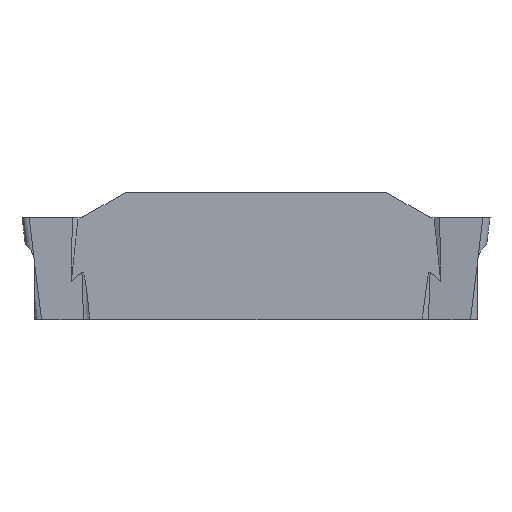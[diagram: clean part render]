
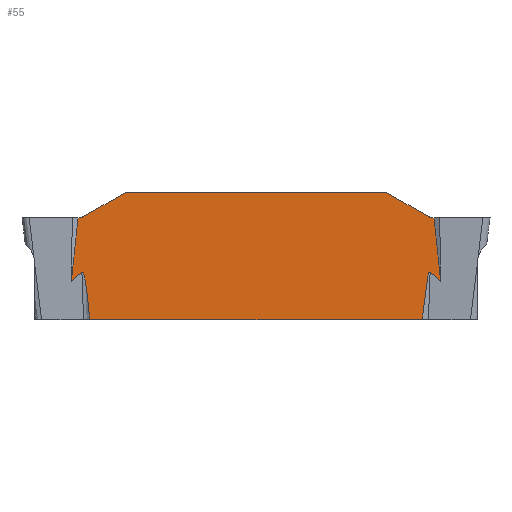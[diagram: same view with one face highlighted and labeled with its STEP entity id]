
A CAD part, left-side view. The second image highlights one B-rep face of the part: STEP entity #55.
In plain terms, the highlighted planar face has unit normal (-1, 0, 0).
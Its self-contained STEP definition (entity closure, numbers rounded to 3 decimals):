
#55=ADVANCED_FACE('SIDE_IB_1_SU5',(#123),#97,.F.);
#97=PLANE('',#856);
#123=FACE_OUTER_BOUND('',#165,.T.);
#165=EDGE_LOOP('',(#251,#252,#253,#254,#255,#256,#257,#258,#259,#260,#261,
#262,#263,#264,#265,#266));
#207=CIRCLE('',#854,0.25);
#208=CIRCLE('',#855,0.25);
#211=B_SPLINE_CURVE_WITH_KNOTS('',3,(#1063,#1064,#1065,#1066,#1067,#1068,
#1069,#1070,#1071,#1072,#1073,#1074,#1075,#1076,#1077,#1078,#1079,#1080,
#1081,#1082,#1083,#1084,#1085,#1086,#1087,#1088,#1089,#1090),
 .UNSPECIFIED.,.F.,.F.,(4,3,3,3,3,3,3,3,3,4),(0.,0.004,0.008,
0.011,0.016,0.024,0.052,
0.187,0.723,1.),.UNSPECIFIED.);
#212=B_SPLINE_CURVE_WITH_KNOTS('',3,(#1098,#1099,#1100,#1101,#1102,#1103,
#1104,#1105,#1106,#1107,#1108,#1109,#1110,#1111,#1112,#1113,#1114,#1115,
#1116,#1117,#1118,#1119,#1120,#1121,#1122,#1123,#1124,#1125,#1126,#1127,
#1128,#1129,#1130,#1131,#1132,#1133,#1134,#1135,#1136,#1137,#1138,#1139,
#1140),.UNSPECIFIED.,.F.,.F.,(4,3,3,3,3,3,3,3,3,3,3,3,3,3,4),(0.,0.314,
0.647,0.814,0.881,0.921,
0.945,0.961,0.975,0.982,
0.987,0.991,0.994,0.998,
1.),.UNSPECIFIED.);
#251=ORIENTED_EDGE('',*,*,#571,.T.);
#252=ORIENTED_EDGE('',*,*,#572,.T.);
#253=ORIENTED_EDGE('',*,*,#573,.T.);
#254=ORIENTED_EDGE('',*,*,#574,.T.);
#255=ORIENTED_EDGE('',*,*,#575,.F.);
#256=ORIENTED_EDGE('',*,*,#576,.T.);
#257=ORIENTED_EDGE('',*,*,#577,.T.);
#258=ORIENTED_EDGE('',*,*,#578,.T.);
#259=ORIENTED_EDGE('',*,*,#579,.T.);
#260=ORIENTED_EDGE('',*,*,#580,.F.);
#261=ORIENTED_EDGE('',*,*,#581,.F.);
#262=ORIENTED_EDGE('',*,*,#582,.F.);
#263=ORIENTED_EDGE('',*,*,#583,.F.);
#264=ORIENTED_EDGE('',*,*,#584,.F.);
#265=ORIENTED_EDGE('',*,*,#585,.F.);
#266=ORIENTED_EDGE('',*,*,#586,.F.);
#491=VERTEX_POINT('',#1059);
#492=VERTEX_POINT('',#1060);
#493=VERTEX_POINT('',#1062);
#494=VERTEX_POINT('',#1091);
#495=VERTEX_POINT('',#1093);
#496=VERTEX_POINT('',#1095);
#497=VERTEX_POINT('',#1097);
#498=VERTEX_POINT('',#1141);
#499=VERTEX_POINT('',#1143);
#500=VERTEX_POINT('',#1145);
#501=VERTEX_POINT('',#1147);
#502=VERTEX_POINT('',#1149);
#503=VERTEX_POINT('',#1151);
#504=VERTEX_POINT('',#1153);
#505=VERTEX_POINT('',#1155);
#506=VERTEX_POINT('',#1157);
#571=EDGE_CURVE('',#491,#492,#691,.T.);
#572=EDGE_CURVE('',#492,#493,#692,.T.);
#573=EDGE_CURVE('',#493,#494,#211,.T.);
#574=EDGE_CURVE('',#494,#495,#693,.T.);
#575=EDGE_CURVE('',#496,#495,#694,.T.);
#576=EDGE_CURVE('',#496,#497,#695,.T.);
#577=EDGE_CURVE('',#497,#498,#212,.T.);
#578=EDGE_CURVE('',#498,#499,#696,.T.);
#579=EDGE_CURVE('',#499,#500,#697,.T.);
#580=EDGE_CURVE('',#501,#500,#698,.T.);
#581=EDGE_CURVE('',#502,#501,#207,.T.);
#582=EDGE_CURVE('',#503,#502,#699,.T.);
#583=EDGE_CURVE('',#504,#503,#700,.T.);
#584=EDGE_CURVE('',#505,#504,#701,.T.);
#585=EDGE_CURVE('',#506,#505,#208,.T.);
#586=EDGE_CURVE('',#491,#506,#702,.T.);
#691=LINE('',#1058,#751);
#692=LINE('',#1061,#752);
#693=LINE('',#1092,#753);
#694=LINE('',#1094,#754);
#695=LINE('',#1096,#755);
#696=LINE('',#1142,#756);
#697=LINE('',#1144,#757);
#698=LINE('',#1146,#758);
#699=LINE('',#1150,#759);
#700=LINE('',#1152,#760);
#701=LINE('',#1154,#761);
#702=LINE('',#1158,#762);
#751=VECTOR('',#898,1.);
#752=VECTOR('',#899,1.);
#753=VECTOR('',#900,1.);
#754=VECTOR('',#901,1.);
#755=VECTOR('',#902,1.);
#756=VECTOR('',#903,1.);
#757=VECTOR('',#904,1.);
#758=VECTOR('',#905,1.);
#759=VECTOR('',#908,1.);
#760=VECTOR('',#909,1.);
#761=VECTOR('',#910,1.);
#762=VECTOR('',#913,1.);
#854=AXIS2_PLACEMENT_3D('',#1148,#906,#907);
#855=AXIS2_PLACEMENT_3D('',#1156,#911,#912);
#856=AXIS2_PLACEMENT_3D('',#1159,#914,#915);
#898=DIRECTION('',(0.,0.104,-0.995));
#899=DIRECTION('',(0.,-0.769,0.64));
#900=DIRECTION('',(0.,-0.087,-0.996));
#901=DIRECTION('',(0.,1.,0.));
#902=DIRECTION('',(0.,-0.087,0.996));
#903=DIRECTION('',(0.,-0.769,-0.64));
#904=DIRECTION('',(0.,0.104,0.995));
#905=DIRECTION('',(0.,-1.,0.));
#906=DIRECTION('',(-1.,0.,0.));
#907=DIRECTION('',(0.,0.,-1.));
#908=DIRECTION('',(0.,-0.866,-0.5));
#909=DIRECTION('',(0.,-1.,0.));
#910=DIRECTION('',(0.,-0.866,0.5));
#911=DIRECTION('',(-1.,0.,0.));
#912=DIRECTION('',(0.,0.,-1.));
#913=DIRECTION('',(0.,-1.,0.));
#914=DIRECTION('',(1.,0.,0.));
#915=DIRECTION('',(0.,0.,-1.));
#1058=CARTESIAN_POINT('',(-1.,7.825,0.82));
#1059=CARTESIAN_POINT('',(-1.,7.911,0.));
#1060=CARTESIAN_POINT('',(-1.,8.206,-2.815));
#1061=CARTESIAN_POINT('',(-1.,1.974,2.372));
#1062=CARTESIAN_POINT('',(-1.,7.736,-2.424));
#1063=CARTESIAN_POINT('',(-1.,7.736,-2.424));
#1064=CARTESIAN_POINT('',(-1.,7.734,-2.422));
#1065=CARTESIAN_POINT('',(-1.,7.732,-2.42));
#1066=CARTESIAN_POINT('',(-1.,7.73,-2.419));
#1067=CARTESIAN_POINT('',(-1.,7.728,-2.418));
#1068=CARTESIAN_POINT('',(-1.,7.725,-2.418));
#1069=CARTESIAN_POINT('',(-1.,7.722,-2.417));
#1070=CARTESIAN_POINT('',(-1.,7.72,-2.417));
#1071=CARTESIAN_POINT('',(-1.,7.718,-2.418));
#1072=CARTESIAN_POINT('',(-1.,7.715,-2.418));
#1073=CARTESIAN_POINT('',(-1.,7.713,-2.419));
#1074=CARTESIAN_POINT('',(-1.,7.71,-2.421));
#1075=CARTESIAN_POINT('',(-1.,7.708,-2.422));
#1076=CARTESIAN_POINT('',(-1.,7.703,-2.425));
#1077=CARTESIAN_POINT('',(-1.,7.699,-2.43));
#1078=CARTESIAN_POINT('',(-1.,7.696,-2.434));
#1079=CARTESIAN_POINT('',(-1.,7.685,-2.448));
#1080=CARTESIAN_POINT('',(-1.,7.677,-2.465));
#1081=CARTESIAN_POINT('',(-1.,7.67,-2.483));
#1082=CARTESIAN_POINT('',(-1.,7.636,-2.564));
#1083=CARTESIAN_POINT('',(-1.,7.619,-2.652));
#1084=CARTESIAN_POINT('',(-1.,7.602,-2.738));
#1085=CARTESIAN_POINT('',(-1.,7.534,-3.081));
#1086=CARTESIAN_POINT('',(-1.,7.497,-3.431));
#1087=CARTESIAN_POINT('',(-1.,7.461,-3.779));
#1088=CARTESIAN_POINT('',(-1.,7.443,-3.959));
#1089=CARTESIAN_POINT('',(-1.,7.426,-4.139));
#1090=CARTESIAN_POINT('',(-1.,7.41,-4.318));
#1091=CARTESIAN_POINT('',(-1.,7.41,-4.318));
#1092=CARTESIAN_POINT('',(-1.,7.729,-0.676));
#1093=CARTESIAN_POINT('',(-1.,7.391,-4.54));
#1094=CARTESIAN_POINT('',(-1.,0.,-4.54));
#1095=CARTESIAN_POINT('',(-1.,-7.391,-4.54));
#1096=CARTESIAN_POINT('',(-1.,-7.729,-0.676));
#1097=CARTESIAN_POINT('',(-1.,-7.41,-4.318));
#1098=CARTESIAN_POINT('',(-1.,-7.41,-4.318));
#1099=CARTESIAN_POINT('',(-1.,-7.428,-4.114));
#1100=CARTESIAN_POINT('',(-1.,-7.447,-3.909));
#1101=CARTESIAN_POINT('',(-1.,-7.469,-3.705));
#1102=CARTESIAN_POINT('',(-1.,-7.492,-3.489));
#1103=CARTESIAN_POINT('',(-1.,-7.517,-3.274));
#1104=CARTESIAN_POINT('',(-1.,-7.548,-3.059));
#1105=CARTESIAN_POINT('',(-1.,-7.564,-2.95));
#1106=CARTESIAN_POINT('',(-1.,-7.581,-2.842));
#1107=CARTESIAN_POINT('',(-1.,-7.603,-2.735));
#1108=CARTESIAN_POINT('',(-1.,-7.611,-2.692));
#1109=CARTESIAN_POINT('',(-1.,-7.62,-2.649));
#1110=CARTESIAN_POINT('',(-1.,-7.631,-2.607));
#1111=CARTESIAN_POINT('',(-1.,-7.638,-2.581));
#1112=CARTESIAN_POINT('',(-1.,-7.644,-2.556));
#1113=CARTESIAN_POINT('',(-1.,-7.652,-2.531));
#1114=CARTESIAN_POINT('',(-1.,-7.657,-2.516));
#1115=CARTESIAN_POINT('',(-1.,-7.662,-2.501));
#1116=CARTESIAN_POINT('',(-1.,-7.668,-2.486));
#1117=CARTESIAN_POINT('',(-1.,-7.672,-2.477));
#1118=CARTESIAN_POINT('',(-1.,-7.676,-2.467));
#1119=CARTESIAN_POINT('',(-1.,-7.681,-2.459));
#1120=CARTESIAN_POINT('',(-1.,-7.685,-2.45));
#1121=CARTESIAN_POINT('',(-1.,-7.689,-2.442));
#1122=CARTESIAN_POINT('',(-1.,-7.695,-2.435));
#1123=CARTESIAN_POINT('',(-1.,-7.698,-2.431));
#1124=CARTESIAN_POINT('',(-1.,-7.701,-2.428));
#1125=CARTESIAN_POINT('',(-1.,-7.704,-2.425));
#1126=CARTESIAN_POINT('',(-1.,-7.707,-2.423));
#1127=CARTESIAN_POINT('',(-1.,-7.71,-2.421));
#1128=CARTESIAN_POINT('',(-1.,-7.713,-2.419));
#1129=CARTESIAN_POINT('',(-1.,-7.715,-2.418));
#1130=CARTESIAN_POINT('',(-1.,-7.717,-2.418));
#1131=CARTESIAN_POINT('',(-1.,-7.72,-2.417));
#1132=CARTESIAN_POINT('',(-1.,-7.722,-2.417));
#1133=CARTESIAN_POINT('',(-1.,-7.724,-2.417));
#1134=CARTESIAN_POINT('',(-1.,-7.727,-2.418));
#1135=CARTESIAN_POINT('',(-1.,-7.729,-2.419));
#1136=CARTESIAN_POINT('',(-1.,-7.732,-2.42));
#1137=CARTESIAN_POINT('',(-1.,-7.734,-2.422));
#1138=CARTESIAN_POINT('',(-1.,-7.735,-2.422));
#1139=CARTESIAN_POINT('',(-1.,-7.736,-2.423));
#1140=CARTESIAN_POINT('',(-1.,-7.736,-2.424));
#1141=CARTESIAN_POINT('',(-1.,-7.736,-2.424));
#1142=CARTESIAN_POINT('',(-1.,-1.974,2.372));
#1143=CARTESIAN_POINT('',(-1.,-8.206,-2.815));
#1144=CARTESIAN_POINT('',(-1.,-7.825,0.82));
#1145=CARTESIAN_POINT('',(-1.,-7.911,0.));
#1146=CARTESIAN_POINT('',(-1.,0.,0.));
#1147=CARTESIAN_POINT('',(-1.,-7.816,0.));
#1148=CARTESIAN_POINT('',(-1.,-7.816,0.25));
#1149=CARTESIAN_POINT('',(-1.,-7.691,0.033));
#1150=CARTESIAN_POINT('',(-1.,-1.937,3.355));
#1151=CARTESIAN_POINT('',(-1.,-5.774,1.14));
#1152=CARTESIAN_POINT('',(-1.,0.,1.14));
#1153=CARTESIAN_POINT('',(-1.,5.774,1.14));
#1154=CARTESIAN_POINT('',(-1.,1.937,3.355));
#1155=CARTESIAN_POINT('',(-1.,7.691,0.033));
#1156=CARTESIAN_POINT('',(-1.,7.816,0.25));
#1157=CARTESIAN_POINT('',(-1.,7.816,0.));
#1158=CARTESIAN_POINT('',(-1.,0.,0.));
#1159=CARTESIAN_POINT('',(-1.,0.,0.));
